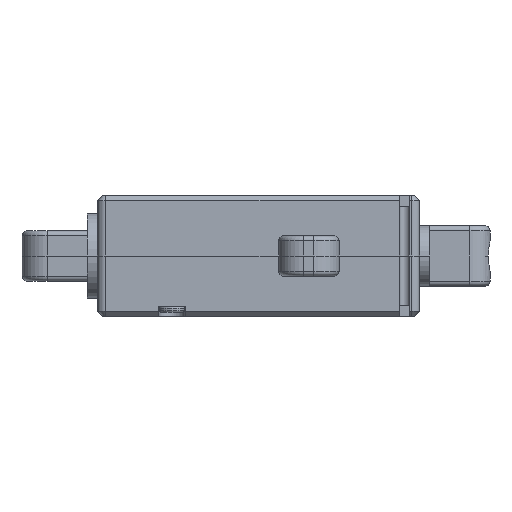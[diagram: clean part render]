
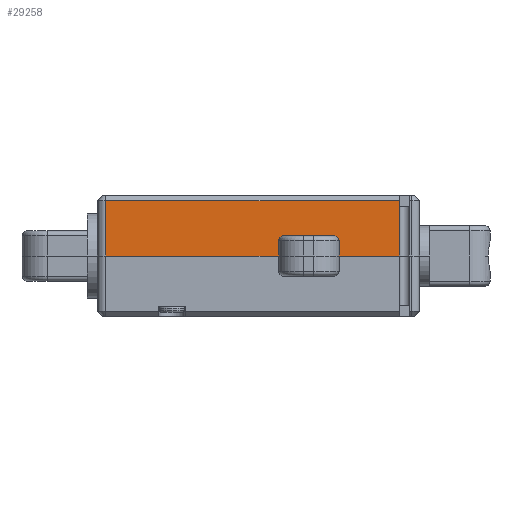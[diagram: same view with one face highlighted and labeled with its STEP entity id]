
A CAD part, front view. The second image highlights one B-rep face of the part: STEP entity #29258.
In plain terms, the highlighted planar face has unit normal (0, -1, 0).
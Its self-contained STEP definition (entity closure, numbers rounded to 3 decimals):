
#35 = CARTESIAN_POINT ( 'NONE',  ( 31.2, 0., 6. ) ) ;
#234 = VECTOR ( 'NONE', #18222, 1000. ) ;
#430 = VERTEX_POINT ( 'NONE', #29810 ) ;
#1405 = VERTEX_POINT ( 'NONE', #26133 ) ;
#3022 = ORIENTED_EDGE ( 'NONE', *, *, #4990, .F. ) ;
#4736 = LINE ( 'NONE', #12206, #21303 ) ;
#4990 = EDGE_CURVE ( 'NONE', #1405, #32133, #11537, .T. ) ;
#6495 = CARTESIAN_POINT ( 'NONE',  ( 2., 0., 6. ) ) ;
#6587 = ORIENTED_EDGE ( 'NONE', *, *, #13182, .F. ) ;
#7579 = VECTOR ( 'NONE', #14128, 1000. ) ;
#7860 = CARTESIAN_POINT ( 'NONE',  ( 31.2, 0., 0.5 ) ) ;
#8769 = CARTESIAN_POINT ( 'NONE',  ( 2., 0., 6. ) ) ;
#10559 = ORIENTED_EDGE ( 'NONE', *, *, #13851, .T. ) ;
#10623 = EDGE_LOOP ( 'NONE', ( #3022, #10559, #19986, #6587 ) ) ;
#10957 = DIRECTION ( 'NONE',  ( 0., 0., 1. ) ) ;
#11537 = LINE ( 'NONE', #8769, #7579 ) ;
#12206 = CARTESIAN_POINT ( 'NONE',  ( 31.2, 0., 0.5 ) ) ;
#13182 = EDGE_CURVE ( 'NONE', #32133, #430, #23600, .T. ) ;
#13851 = EDGE_CURVE ( 'NONE', #1405, #17992, #4736, .T. ) ;
#14128 = DIRECTION ( 'NONE',  ( 0., 0., 1. ) ) ;
#17992 = VERTEX_POINT ( 'NONE', #7860 ) ;
#18222 = DIRECTION ( 'NONE',  ( 1., 0., 0. ) ) ;
#18390 = LINE ( 'NONE', #35, #31581 ) ;
#18632 = EDGE_CURVE ( 'NONE', #17992, #430, #18390, .T. ) ;
#19986 = ORIENTED_EDGE ( 'NONE', *, *, #18632, .T. ) ;
#21303 = VECTOR ( 'NONE', #24763, 1000. ) ;
#21586 = DIRECTION ( 'NONE',  ( 0., 1., 0. ) ) ;
#23600 = LINE ( 'NONE', #28933, #234 ) ;
#24166 = AXIS2_PLACEMENT_3D ( 'NONE', #27270, #21586, #26774 ) ;
#24763 = DIRECTION ( 'NONE',  ( 1., 0., 0. ) ) ;
#26133 = CARTESIAN_POINT ( 'NONE',  ( 2., 0., 0.5 ) ) ;
#26774 = DIRECTION ( 'NONE',  ( 0., 0., 1. ) ) ;
#27270 = CARTESIAN_POINT ( 'NONE',  ( 0., 0., 6. ) ) ;
#28933 = CARTESIAN_POINT ( 'NONE',  ( 0., 0., 6. ) ) ;
#29258 = ADVANCED_FACE ( 'NONE', ( #32264 ), #31934, .F. ) ;
#29810 = CARTESIAN_POINT ( 'NONE',  ( 31.2, 0., 6. ) ) ;
#31581 = VECTOR ( 'NONE', #10957, 1000. ) ;
#31934 = PLANE ( 'NONE',  #24166 ) ;
#32133 = VERTEX_POINT ( 'NONE', #6495 ) ;
#32264 = FACE_OUTER_BOUND ( 'NONE', #10623, .T. ) ;
